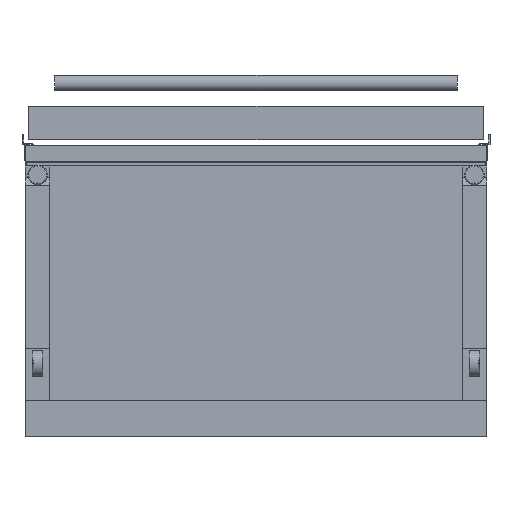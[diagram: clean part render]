
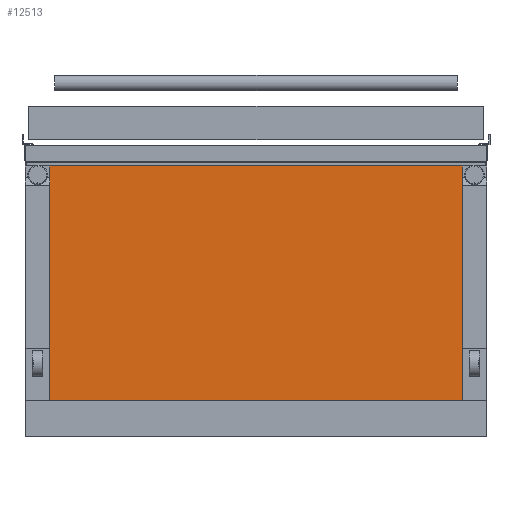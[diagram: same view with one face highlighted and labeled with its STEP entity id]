
A CAD part, front view. The second image highlights one B-rep face of the part: STEP entity #12513.
In plain terms, the highlighted planar face has unit normal (0, -1, 0).
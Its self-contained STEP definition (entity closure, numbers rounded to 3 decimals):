
#227 = ORIENTED_EDGE ( 'NONE', *, *, #8067, .T. ) ;
#251 = VERTEX_POINT ( 'NONE', #1712 ) ;
#801 = EDGE_CURVE ( 'NONE', #251, #3748, #10581, .T. ) ;
#896 = DIRECTION ( 'NONE',  ( -1., 0., 0. ) ) ;
#915 = FACE_OUTER_BOUND ( 'NONE', #12348, .T. ) ;
#1609 = EDGE_CURVE ( 'NONE', #3748, #6155, #8146, .T. ) ;
#1699 = CARTESIAN_POINT ( 'NONE',  ( -443., -990.85, -210.4 ) ) ;
#1712 = CARTESIAN_POINT ( 'NONE',  ( 396., -990.85, -210.4 ) ) ;
#1745 = CARTESIAN_POINT ( 'NONE',  ( 396., -990.85, 240. ) ) ;
#2953 = VECTOR ( 'NONE', #8835, 1000. ) ;
#3293 = VECTOR ( 'NONE', #5418, 1000. ) ;
#3451 = AXIS2_PLACEMENT_3D ( 'NONE', #5321, #8337, #11088 ) ;
#3748 = VERTEX_POINT ( 'NONE', #6957 ) ;
#3863 = LINE ( 'NONE', #9801, #2953 ) ;
#5222 = VERTEX_POINT ( 'NONE', #1745 ) ;
#5309 = CARTESIAN_POINT ( 'NONE',  ( -396., -990.85, -280. ) ) ;
#5321 = CARTESIAN_POINT ( 'NONE',  ( -396., -990.85, -280. ) ) ;
#5418 = DIRECTION ( 'NONE',  ( 0., 0., 1. ) ) ;
#6155 = VERTEX_POINT ( 'NONE', #7925 ) ;
#6626 = ORIENTED_EDGE ( 'NONE', *, *, #8748, .T. ) ;
#6782 = ORIENTED_EDGE ( 'NONE', *, *, #1609, .F. ) ;
#6957 = CARTESIAN_POINT ( 'NONE',  ( -396., -990.85, -210.4 ) ) ;
#7134 = CARTESIAN_POINT ( 'NONE',  ( 396., -990.85, -280. ) ) ;
#7289 = PLANE ( 'NONE',  #3451 ) ;
#7925 = CARTESIAN_POINT ( 'NONE',  ( -396., -990.85, 240. ) ) ;
#8018 = VECTOR ( 'NONE', #896, 1000. ) ;
#8067 = EDGE_CURVE ( 'NONE', #5222, #6155, #3863, .T. ) ;
#8146 = LINE ( 'NONE', #5309, #3293 ) ;
#8225 = VECTOR ( 'NONE', #8863, 1000. ) ;
#8337 = DIRECTION ( 'NONE',  ( 0., 1., 0. ) ) ;
#8748 = EDGE_CURVE ( 'NONE', #251, #5222, #11106, .T. ) ;
#8835 = DIRECTION ( 'NONE',  ( -1., 0., 0. ) ) ;
#8863 = DIRECTION ( 'NONE',  ( 0., 0., 1. ) ) ;
#9801 = CARTESIAN_POINT ( 'NONE',  ( -396., -990.85, 240. ) ) ;
#10581 = LINE ( 'NONE', #1699, #8018 ) ;
#11088 = DIRECTION ( 'NONE',  ( 0., 0., 1. ) ) ;
#11106 = LINE ( 'NONE', #7134, #8225 ) ;
#11131 = ORIENTED_EDGE ( 'NONE', *, *, #801, .F. ) ;
#12348 = EDGE_LOOP ( 'NONE', ( #6626, #227, #6782, #11131 ) ) ;
#12513 = ADVANCED_FACE ( 'NONE', ( #915 ), #7289, .F. ) ;
